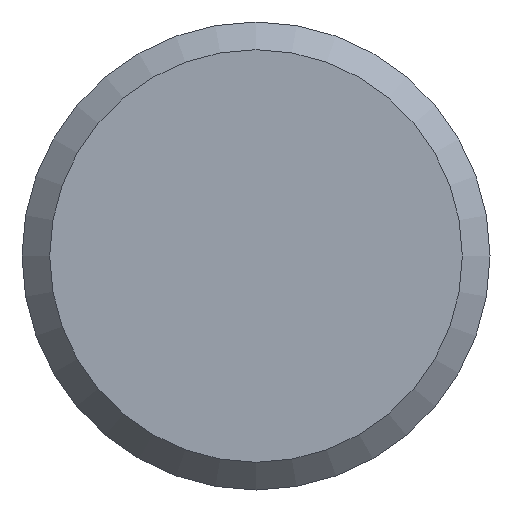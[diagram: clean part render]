
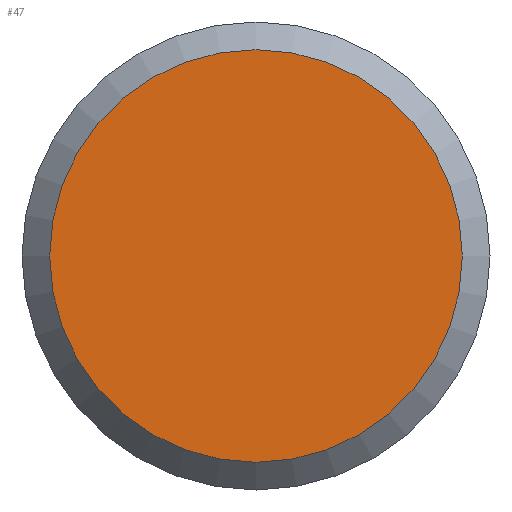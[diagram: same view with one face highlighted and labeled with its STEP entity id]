
A CAD part, front view. The second image highlights one B-rep face of the part: STEP entity #47.
In plain terms, the highlighted planar face has unit normal (0, -1, 0).
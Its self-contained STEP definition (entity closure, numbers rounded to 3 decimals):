
#5 = CARTESIAN_POINT ( 'NONE',  ( 0., -41., 0. ) ) ;
#13 = DIRECTION ( 'NONE',  ( 0., -1., 0. ) ) ;
#15 = AXIS2_PLACEMENT_3D ( 'NONE', #18, #70, #96 ) ;
#18 = CARTESIAN_POINT ( 'NONE',  ( 0., -41., 0. ) ) ;
#23 = DIRECTION ( 'NONE',  ( 0., 0., 1. ) ) ;
#25 = VERTEX_POINT ( 'NONE', #30 ) ;
#30 = CARTESIAN_POINT ( 'NONE',  ( 0., -41., 14.9 ) ) ;
#35 = EDGE_LOOP ( 'NONE', ( #49 ) ) ;
#36 = PLANE ( 'NONE',  #15 ) ;
#47 = ADVANCED_FACE ( 'NONE', ( #51 ), #36, .F. ) ;
#49 = ORIENTED_EDGE ( 'NONE', *, *, #83, .T. ) ;
#51 = FACE_OUTER_BOUND ( 'NONE', #35, .T. ) ;
#56 = CIRCLE ( 'NONE', #82, 14.9 ) ;
#70 = DIRECTION ( 'NONE',  ( 0., 1., 0. ) ) ;
#82 = AXIS2_PLACEMENT_3D ( 'NONE', #5, #13, #23 ) ;
#83 = EDGE_CURVE ( 'NONE', #25, #25, #56, .T. ) ;
#96 = DIRECTION ( 'NONE',  ( 0., 0., 1. ) ) ;
